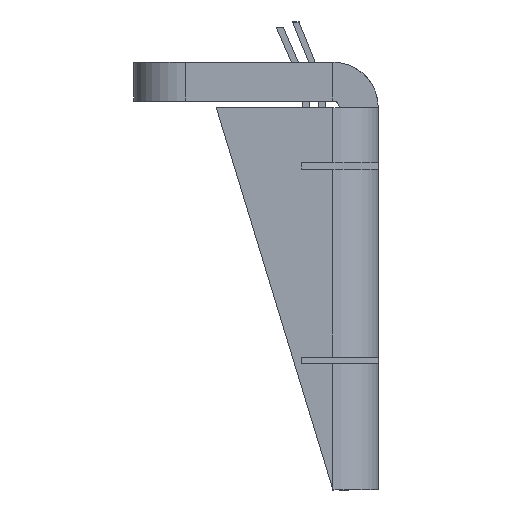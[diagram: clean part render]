
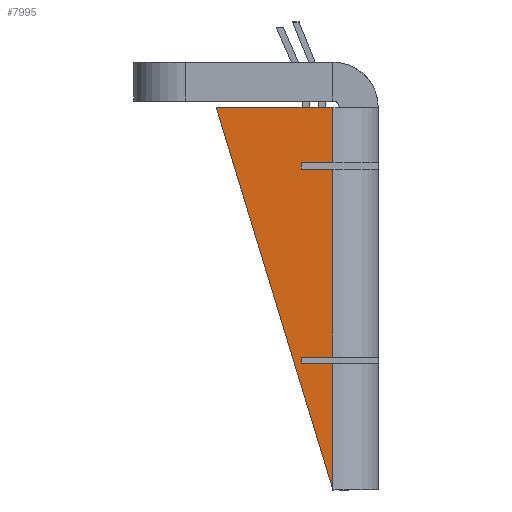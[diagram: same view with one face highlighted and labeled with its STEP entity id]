
A CAD part, left-side view. The second image highlights one B-rep face of the part: STEP entity #7995.
In plain terms, the highlighted planar face has unit normal (-1, 0, 0).
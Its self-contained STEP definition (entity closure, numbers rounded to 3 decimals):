
#96 = ORIENTED_EDGE ( 'NONE', *, *, #1175, .T. ) ;
#145 = CARTESIAN_POINT ( 'NONE',  ( -60., 0.5, -15. ) ) ;
#373 = CARTESIAN_POINT ( 'NONE',  ( -60., 0., -5.25 ) ) ;
#388 = LINE ( 'NONE', #13536, #2180 ) ;
#810 = LINE ( 'NONE', #1905, #3418 ) ;
#829 = DIRECTION ( 'NONE',  ( 0., 0., -1. ) ) ;
#1041 = ORIENTED_EDGE ( 'NONE', *, *, #1139, .F. ) ;
#1139 = EDGE_CURVE ( 'NONE', #13095, #1731, #12848, .T. ) ;
#1175 = EDGE_CURVE ( 'NONE', #2044, #5771, #388, .T. ) ;
#1216 = CARTESIAN_POINT ( 'NONE',  ( -60., 2.939, 9.75 ) ) ;
#1368 = CARTESIAN_POINT ( 'NONE',  ( -60., 0.5, -5.25 ) ) ;
#1448 = CARTESIAN_POINT ( 'NONE',  ( -60., 0., 14.5 ) ) ;
#1491 = ORIENTED_EDGE ( 'NONE', *, *, #12392, .F. ) ;
#1731 = VERTEX_POINT ( 'NONE', #1368 ) ;
#1755 = DIRECTION ( 'NONE',  ( 0., -1., 0. ) ) ;
#1900 = VECTOR ( 'NONE', #8456, 1000. ) ;
#1905 = CARTESIAN_POINT ( 'NONE',  ( -60., 0.5, -15. ) ) ;
#1914 = CARTESIAN_POINT ( 'NONE',  ( -60., 0., 9.75 ) ) ;
#2044 = VERTEX_POINT ( 'NONE', #9601 ) ;
#2121 = LINE ( 'NONE', #5722, #7109 ) ;
#2166 = VECTOR ( 'NONE', #829, 1000. ) ;
#2170 = CARTESIAN_POINT ( 'NONE',  ( -60., 2.939, 10.25 ) ) ;
#2180 = VECTOR ( 'NONE', #3430, 1000. ) ;
#2636 = VECTOR ( 'NONE', #12866, 1000. ) ;
#2754 = CARTESIAN_POINT ( 'NONE',  ( -60., 0.5, -4.75 ) ) ;
#2823 = EDGE_CURVE ( 'NONE', #10604, #5997, #14466, .T. ) ;
#3348 = VECTOR ( 'NONE', #5954, 1000. ) ;
#3390 = LINE ( 'NONE', #145, #9381 ) ;
#3418 = VECTOR ( 'NONE', #6469, 1000. ) ;
#3430 = DIRECTION ( 'NONE',  ( 0., -1., 0. ) ) ;
#3957 = CARTESIAN_POINT ( 'NONE',  ( -60., 2.939, -5.25 ) ) ;
#4265 = CARTESIAN_POINT ( 'NONE',  ( -60., 0.5, 9.75 ) ) ;
#4274 = ORIENTED_EDGE ( 'NONE', *, *, #5581, .F. ) ;
#4347 = DIRECTION ( 'NONE',  ( 0., 0., -1. ) ) ;
#4713 = PLANE ( 'NONE',  #11191 ) ;
#5333 = EDGE_CURVE ( 'NONE', #10604, #9077, #13013, .T. ) ;
#5409 = DIRECTION ( 'NONE',  ( 0., 0., -1. ) ) ;
#5418 = EDGE_CURVE ( 'NONE', #7661, #5771, #6421, .T. ) ;
#5581 = EDGE_CURVE ( 'NONE', #2044, #13095, #7755, .T. ) ;
#5693 = EDGE_CURVE ( 'NONE', #10825, #10951, #7056, .T. ) ;
#5722 = CARTESIAN_POINT ( 'NONE',  ( -60., 4.644, -1.417 ) ) ;
#5758 = ORIENTED_EDGE ( 'NONE', *, *, #5418, .F. ) ;
#5771 = VERTEX_POINT ( 'NONE', #2754 ) ;
#5857 = DIRECTION ( 'NONE',  ( 1., 0., 0. ) ) ;
#5909 = EDGE_LOOP ( 'NONE', ( #14304, #8129, #13344, #1041, #4274, #96, #5758, #1491, #7177, #7909, #11591 ) ) ;
#5954 = DIRECTION ( 'NONE',  ( 0., 1., 0. ) ) ;
#5997 = VERTEX_POINT ( 'NONE', #1216 ) ;
#6007 = EDGE_CURVE ( 'NONE', #10951, #7704, #2121, .T. ) ;
#6421 = LINE ( 'NONE', #9519, #2166 ) ;
#6469 = DIRECTION ( 'NONE',  ( 0., 0., -1. ) ) ;
#6641 = CARTESIAN_POINT ( 'NONE',  ( -60., 2.939, 0. ) ) ;
#7056 = LINE ( 'NONE', #1448, #3348 ) ;
#7082 = VECTOR ( 'NONE', #5409, 1000. ) ;
#7109 = VECTOR ( 'NONE', #14538, 1000. ) ;
#7177 = ORIENTED_EDGE ( 'NONE', *, *, #2823, .F. ) ;
#7179 = FACE_OUTER_BOUND ( 'NONE', #5909, .T. ) ;
#7661 = VERTEX_POINT ( 'NONE', #4265 ) ;
#7665 = LINE ( 'NONE', #1914, #9607 ) ;
#7704 = VERTEX_POINT ( 'NONE', #8577 ) ;
#7755 = LINE ( 'NONE', #6641, #7082 ) ;
#7788 = CARTESIAN_POINT ( 'NONE',  ( -60., 2.939, 0. ) ) ;
#7909 = ORIENTED_EDGE ( 'NONE', *, *, #5333, .T. ) ;
#7995 = ADVANCED_FACE ( 'NONE', ( #7179 ), #4713, .F. ) ;
#8129 = ORIENTED_EDGE ( 'NONE', *, *, #6007, .T. ) ;
#8335 = CARTESIAN_POINT ( 'NONE',  ( -60., 0., 10.25 ) ) ;
#8456 = DIRECTION ( 'NONE',  ( 0., -1., 0. ) ) ;
#8520 = EDGE_CURVE ( 'NONE', #1731, #7704, #810, .T. ) ;
#8577 = CARTESIAN_POINT ( 'NONE',  ( -60., 0.5, -15. ) ) ;
#9077 = VERTEX_POINT ( 'NONE', #11686 ) ;
#9101 = DIRECTION ( 'NONE',  ( 0., 0., -1. ) ) ;
#9309 = CARTESIAN_POINT ( 'NONE',  ( -60., 0., 0. ) ) ;
#9381 = VECTOR ( 'NONE', #9101, 1000. ) ;
#9519 = CARTESIAN_POINT ( 'NONE',  ( -60., 0.5, -15. ) ) ;
#9601 = CARTESIAN_POINT ( 'NONE',  ( -60., 2.939, -4.75 ) ) ;
#9607 = VECTOR ( 'NONE', #1755, 1000. ) ;
#9678 = CARTESIAN_POINT ( 'NONE',  ( -60., 9.5, 14.5 ) ) ;
#10587 = DIRECTION ( 'NONE',  ( 0., 1., 0. ) ) ;
#10604 = VERTEX_POINT ( 'NONE', #2170 ) ;
#10825 = VERTEX_POINT ( 'NONE', #13953 ) ;
#10951 = VERTEX_POINT ( 'NONE', #9678 ) ;
#11191 = AXIS2_PLACEMENT_3D ( 'NONE', #9309, #5857, #10587 ) ;
#11591 = ORIENTED_EDGE ( 'NONE', *, *, #12647, .F. ) ;
#11686 = CARTESIAN_POINT ( 'NONE',  ( -60., 0.5, 10.25 ) ) ;
#12392 = EDGE_CURVE ( 'NONE', #5997, #7661, #7665, .T. ) ;
#12647 = EDGE_CURVE ( 'NONE', #10825, #9077, #3390, .T. ) ;
#12848 = LINE ( 'NONE', #373, #1900 ) ;
#12866 = DIRECTION ( 'NONE',  ( 0., -1., 0. ) ) ;
#12953 = VECTOR ( 'NONE', #4347, 1000. ) ;
#13013 = LINE ( 'NONE', #8335, #2636 ) ;
#13095 = VERTEX_POINT ( 'NONE', #3957 ) ;
#13344 = ORIENTED_EDGE ( 'NONE', *, *, #8520, .F. ) ;
#13536 = CARTESIAN_POINT ( 'NONE',  ( -60., 0., -4.75 ) ) ;
#13953 = CARTESIAN_POINT ( 'NONE',  ( -60., 0.5, 14.5 ) ) ;
#14304 = ORIENTED_EDGE ( 'NONE', *, *, #5693, .T. ) ;
#14466 = LINE ( 'NONE', #7788, #12953 ) ;
#14538 = DIRECTION ( 'NONE',  ( 0., -0.292, -0.956 ) ) ;
